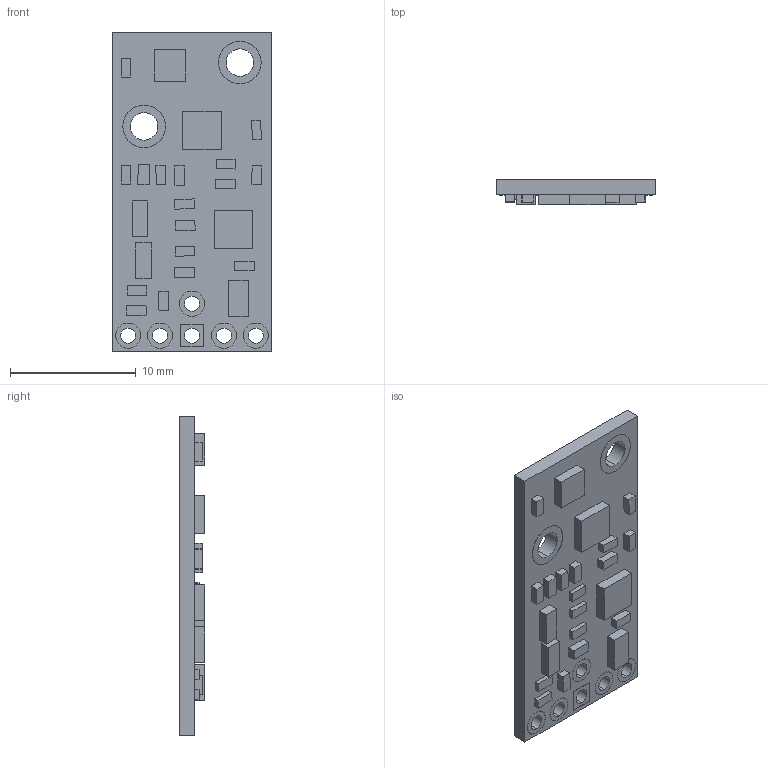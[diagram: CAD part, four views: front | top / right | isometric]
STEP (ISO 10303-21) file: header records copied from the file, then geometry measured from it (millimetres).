
FILE_DESCRIPTION (( 'STEP AP214' ), '1' );
FILE_NAME ('Pololu_no_header.STEP', '2015-06-10T12:54:14', ( '' ), ( '' ), 'SwSTEP 2.0', 'SolidWorks 2014', '' );
FILE_SCHEMA (( 'AUTOMOTIVE_DESIGN' ));
Length unit declared in the file: millimetre
Products named in the file (1): Pololu_no_header
Bounding box: 12.7 x 2.02 x 25.4 mm (x, y, z)
Volume: 410.9 mm3; surface area: 844.8 mm2
Topology: 1 solids, 1 shells, 189 faces, 444 edges, 296 vertices
Faces by surface type: plane 145, cylinder 44
Entity records: 7487 total; most frequent: CARTESIAN_POINT 930, DIRECTION 912, ORIENTED_EDGE 888, EDGE_CURVE 444, LINE 356, VECTOR 356, VERTEX_POINT 296, AXIS2_PLACEMENT_3D 278
